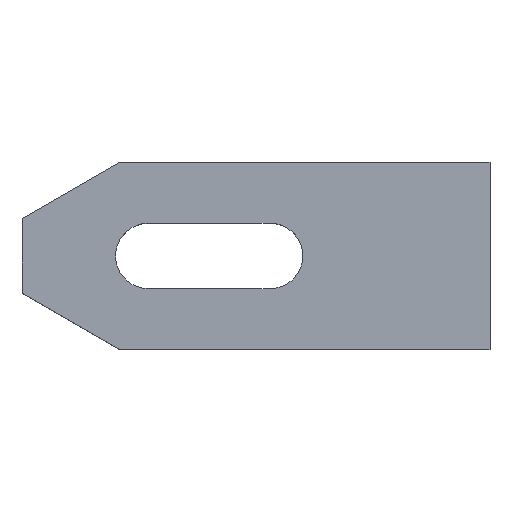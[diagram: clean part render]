
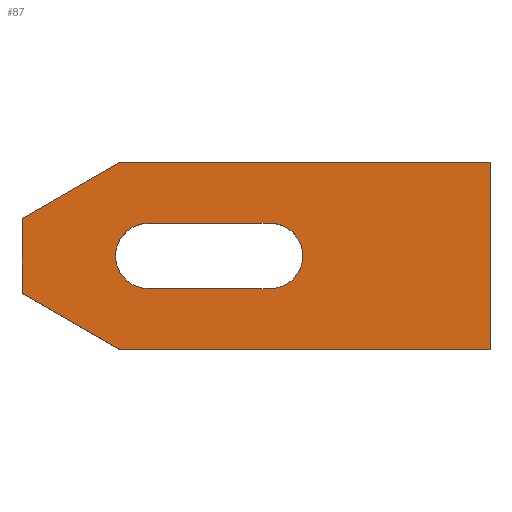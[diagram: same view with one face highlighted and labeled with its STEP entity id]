
A CAD part, top view. The second image highlights one B-rep face of the part: STEP entity #87.
In plain terms, the highlighted planar face has unit normal (0, 0, 1).
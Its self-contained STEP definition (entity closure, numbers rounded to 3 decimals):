
#87=ADVANCED_FACE('',(#114,#115),#116,.T.);
#114=FACE_BOUND('',#144,.T.);
#115=FACE_OUTER_BOUND('',#145,.T.);
#116=PLANE('',#146);
#144=EDGE_LOOP('',(#234,#235,#236,#237,#238,#239));
#145=EDGE_LOOP('',(#240,#241,#242,#243,#244,#245));
#146=AXIS2_PLACEMENT_3D('',#246,#247,#248);
#234=ORIENTED_EDGE('',*,*,#278,.T.);
#235=ORIENTED_EDGE('',*,*,#267,.T.);
#236=ORIENTED_EDGE('',*,*,#280,.T.);
#237=ORIENTED_EDGE('',*,*,#269,.T.);
#238=ORIENTED_EDGE('',*,*,#274,.T.);
#239=ORIENTED_EDGE('',*,*,#275,.T.);
#240=ORIENTED_EDGE('',*,*,#282,.F.);
#241=ORIENTED_EDGE('',*,*,#298,.F.);
#242=ORIENTED_EDGE('',*,*,#295,.F.);
#243=ORIENTED_EDGE('',*,*,#292,.F.);
#244=ORIENTED_EDGE('',*,*,#289,.F.);
#245=ORIENTED_EDGE('',*,*,#286,.F.);
#246=CARTESIAN_POINT('',(26.801,0.,10.0));
#247=DIRECTION('',(0.0,0.0,1.0));
#248=DIRECTION('',(1.0,0.0,0.0));
#267=EDGE_CURVE('',#301,#305,#307,.T.);
#269=EDGE_CURVE('',#311,#308,#312,.T.);
#274=EDGE_CURVE('',#308,#318,#320,.T.);
#275=EDGE_CURVE('',#318,#321,#322,.T.);
#278=EDGE_CURVE('',#321,#301,#326,.T.);
#280=EDGE_CURVE('',#305,#311,#328,.T.);
#282=EDGE_CURVE('',#330,#331,#332,.T.);
#286=EDGE_CURVE('',#331,#338,#339,.T.);
#289=EDGE_CURVE('',#338,#343,#344,.T.);
#292=EDGE_CURVE('',#343,#348,#349,.T.);
#295=EDGE_CURVE('',#348,#353,#354,.T.);
#298=EDGE_CURVE('',#353,#330,#358,.T.);
#301=VERTEX_POINT('',#361);
#305=VERTEX_POINT('',#366);
#307=CIRCLE('',#369,3.5);
#308=VERTEX_POINT('',#370);
#311=VERTEX_POINT('',#374);
#312=CIRCLE('',#375,3.5);
#318=VERTEX_POINT('',#382);
#320=CIRCLE('',#385,3.5);
#321=VERTEX_POINT('',#386);
#322=LINE('',#387,#388);
#326=CIRCLE('',#394,3.5);
#328=LINE('',#396,#397);
#330=VERTEX_POINT('',#400);
#331=VERTEX_POINT('',#401);
#332=LINE('',#402,#403);
#338=VERTEX_POINT('',#412);
#339=LINE('',#413,#414);
#343=VERTEX_POINT('',#420);
#344=LINE('',#421,#422);
#348=VERTEX_POINT('',#428);
#349=LINE('',#429,#430);
#353=VERTEX_POINT('',#436);
#354=LINE('',#437,#438);
#358=LINE('',#444,#445);
#361=CARTESIAN_POINT('',(10.0,0.,10.0));
#366=CARTESIAN_POINT('',(13.5,3.5,10.0));
#369=AXIS2_PLACEMENT_3D('',#453,#454,#455);
#370=CARTESIAN_POINT('',(30.0,0.,10.0));
#374=CARTESIAN_POINT('',(26.5,3.5,10.0));
#375=AXIS2_PLACEMENT_3D('',#457,#458,#459);
#382=CARTESIAN_POINT('',(26.5,-3.5,10.0));
#385=AXIS2_PLACEMENT_3D('',#468,#469,#470);
#386=CARTESIAN_POINT('',(13.5,-3.5,10.0));
#387=CARTESIAN_POINT('',(26.651,-3.5,10.0));
#388=VECTOR('',#471,1.0);
#394=AXIS2_PLACEMENT_3D('',#474,#475,#476);
#396=CARTESIAN_POINT('',(20.151,3.5,10.0));
#397=VECTOR('',#480,1.0);
#400=CARTESIAN_POINT('',(0.0,4.,10.0));
#401=CARTESIAN_POINT('',(10.392,10.0,10.0));
#402=CARTESIAN_POINT('',(10.392,10.0,10.0));
#403=VECTOR('',#482,1.0);
#412=CARTESIAN_POINT('',(50.0,10.0,10.0));
#413=CARTESIAN_POINT('',(50.0,10.0,10.0));
#414=VECTOR('',#486,1.0);
#420=CARTESIAN_POINT('',(50.0,-10.0,10.0));
#421=CARTESIAN_POINT('',(50.0,-10.0,10.0));
#422=VECTOR('',#489,1.0);
#428=CARTESIAN_POINT('',(10.392,-10.0,10.0));
#429=CARTESIAN_POINT('',(10.392,-10.0,10.0));
#430=VECTOR('',#492,1.0);
#436=CARTESIAN_POINT('',(0.0,-4.,10.0));
#437=CARTESIAN_POINT('',(0.0,-4.,10.0));
#438=VECTOR('',#495,1.0);
#444=CARTESIAN_POINT('',(0.0,4.,10.0));
#445=VECTOR('',#498,1.0);
#453=CARTESIAN_POINT('',(13.5,0.0,10.0));
#454=DIRECTION('',(0.0,0.0,-1.0));
#455=DIRECTION('',(1.0,0.0,0.0));
#457=CARTESIAN_POINT('',(26.5,0.0,10.0));
#458=DIRECTION('',(0.0,0.0,-1.0));
#459=DIRECTION('',(1.0,0.0,0.0));
#468=CARTESIAN_POINT('',(26.5,0.0,10.0));
#469=DIRECTION('',(0.0,0.0,-1.0));
#470=DIRECTION('',(1.0,0.0,0.0));
#471=DIRECTION('',(-1.0,0.0,0.0));
#474=CARTESIAN_POINT('',(13.5,0.0,10.0));
#475=DIRECTION('',(0.0,0.0,-1.0));
#476=DIRECTION('',(1.0,0.0,0.0));
#480=DIRECTION('',(1.0,0.0,0.0));
#482=DIRECTION('',(0.866,0.5,0.0));
#486=DIRECTION('',(1.0,0.0,0.0));
#489=DIRECTION('',(0.,-1.0,0.0));
#492=DIRECTION('',(-1.0,0.0,0.0));
#495=DIRECTION('',(-0.866,0.5,0.0));
#498=DIRECTION('',(0.0,1.0,0.0));
